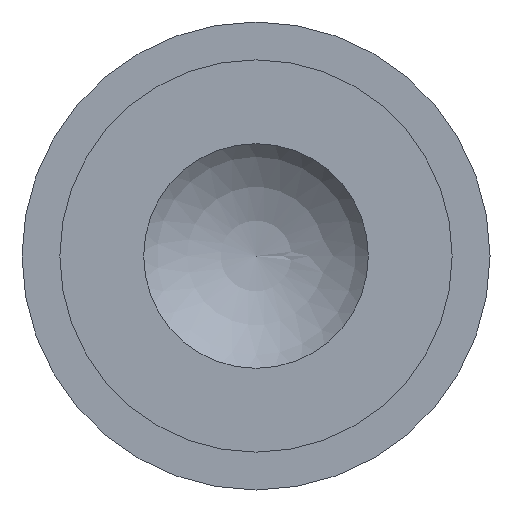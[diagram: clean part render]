
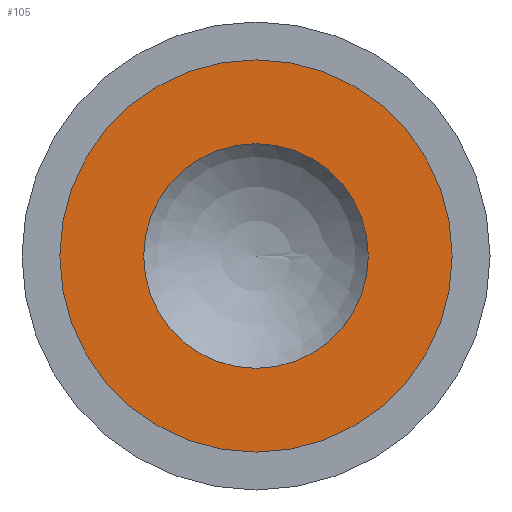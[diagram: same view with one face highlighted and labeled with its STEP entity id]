
A CAD part, front view. The second image highlights one B-rep face of the part: STEP entity #105.
In plain terms, the highlighted planar face has unit normal (0, -1, 0).
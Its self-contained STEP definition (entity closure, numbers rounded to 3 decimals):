
#21=PLANE('',#131);
#34=ORIENTED_EDGE('',*,*,#47,.F.);
#35=ORIENTED_EDGE('',*,*,#46,.T.);
#46=EDGE_CURVE('',#54,#54,#62,.T.);
#47=EDGE_CURVE('',#55,#55,#63,.T.);
#54=VERTEX_POINT('',#188);
#55=VERTEX_POINT('',#191);
#62=CIRCLE('',#130,10.478);
#63=CIRCLE('',#132,6.);
#74=EDGE_LOOP('',(#34));
#75=EDGE_LOOP('',(#35));
#90=FACE_BOUND('',#74,.T.);
#91=FACE_BOUND('',#75,.T.);
#105=ADVANCED_FACE('',(#90,#91),#21,.F.);
#130=AXIS2_PLACEMENT_3D('',#187,#156,#157);
#131=AXIS2_PLACEMENT_3D('',#189,#158,#159);
#132=AXIS2_PLACEMENT_3D('',#190,#160,#161);
#156=DIRECTION('',(0.,-1.,0.));
#157=DIRECTION('',(0.,0.,-1.));
#158=DIRECTION('',(0.,1.,0.));
#159=DIRECTION('',(0.,0.,1.));
#160=DIRECTION('',(0.,-1.,0.));
#161=DIRECTION('',(0.,0.,-1.));
#187=CARTESIAN_POINT('',(0.,-11.4,0.));
#188=CARTESIAN_POINT('',(0.,-11.4,-10.478));
#189=CARTESIAN_POINT('',(10.478,-11.4,0.));
#190=CARTESIAN_POINT('',(0.,-11.4,0.));
#191=CARTESIAN_POINT('',(0.,-11.4,-6.));
